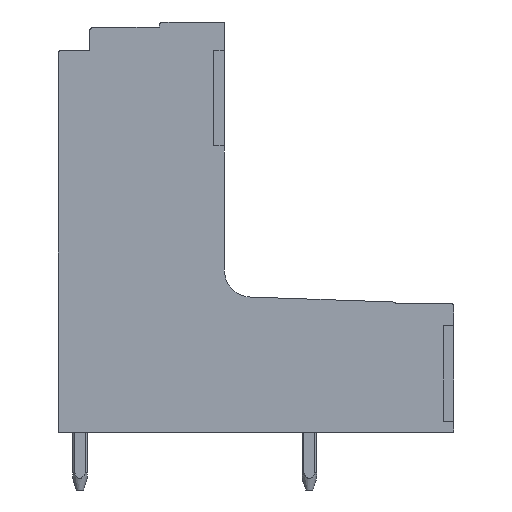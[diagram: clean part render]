
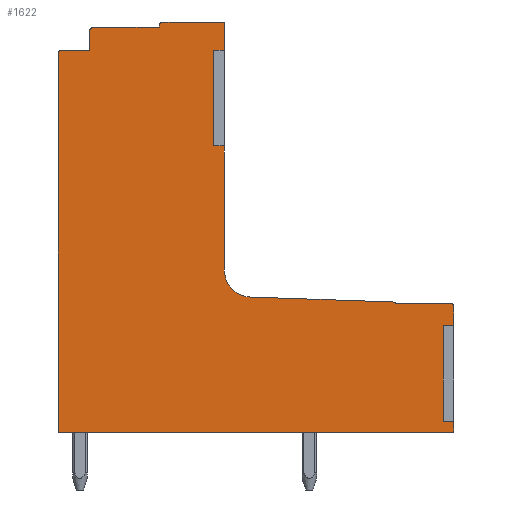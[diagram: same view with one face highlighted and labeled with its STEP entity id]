
A CAD part, left-side view. The second image highlights one B-rep face of the part: STEP entity #1622.
In plain terms, the highlighted planar face has unit normal (-1, 0, 0).
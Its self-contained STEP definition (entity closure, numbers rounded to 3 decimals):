
#1464=AXIS2_PLACEMENT_3D('Circle Axis2P3D',#1462,#1463,$) ;
#1477=AXIS2_PLACEMENT_3D('Plane Axis2P3D',#1474,#1475,#1476) ;
#1488=AXIS2_PLACEMENT_3D('Circle Axis2P3D',#1486,#1487,$) ;
#1502=AXIS2_PLACEMENT_3D('Circle Axis2P3D',#1500,#1501,$) ;
#1516=AXIS2_PLACEMENT_3D('Circle Axis2P3D',#1514,#1515,$) ;
#1528=AXIS2_PLACEMENT_3D('Circle Axis2P3D',#1526,#1527,$) ;
#1549=AXIS2_PLACEMENT_3D('Circle Axis2P3D',#1547,#1548,$) ;
#1570=AXIS2_PLACEMENT_3D('Circle Axis2P3D',#1568,#1569,$) ;
#36=CARTESIAN_POINT('Line Origine',(0.3,0.3,9.1)) ;
#40=CARTESIAN_POINT('Vertex',(0.3,0.,9.1)) ;
#42=CARTESIAN_POINT('Vertex',(0.3,0.6,9.1)) ;
#76=CARTESIAN_POINT('Line Origine',(0.3,0.6,6.45)) ;
#80=CARTESIAN_POINT('Vertex',(0.3,0.6,3.8)) ;
#135=CARTESIAN_POINT('Vertex',(0.3,0.,3.8)) ;
#155=CARTESIAN_POINT('Line Origine',(0.3,0.3,3.8)) ;
#172=CARTESIAN_POINT('Line Origine',(0.3,13.,24.34)) ;
#176=CARTESIAN_POINT('Vertex',(0.3,12.7,24.34)) ;
#178=CARTESIAN_POINT('Vertex',(0.3,13.3,24.34)) ;
#212=CARTESIAN_POINT('Line Origine',(0.3,13.3,21.69)) ;
#216=CARTESIAN_POINT('Vertex',(0.3,13.3,19.04)) ;
#266=CARTESIAN_POINT('Vertex',(0.3,12.7,19.04)) ;
#286=CARTESIAN_POINT('Line Origine',(0.3,13.,19.04)) ;
#977=CARTESIAN_POINT('Vertex',(0.3,12.7,25.8)) ;
#980=CARTESIAN_POINT('Line Origine',(0.3,12.7,25.07)) ;
#985=CARTESIAN_POINT('Line Origine',(0.3,12.7,15.61)) ;
#989=CARTESIAN_POINT('Vertex',(0.3,12.7,12.179)) ;
#1459=CARTESIAN_POINT('Vertex',(0.3,12.8,25.9)) ;
#1462=CARTESIAN_POINT('Axis2P3D Location',(0.3,12.8,25.8)) ;
#1474=CARTESIAN_POINT('Axis2P3D Location',(0.3,0.,0.)) ;
#1479=CARTESIAN_POINT('Line Origine',(0.3,0.,9.65)) ;
#1483=CARTESIAN_POINT('Vertex',(0.3,0.,10.2)) ;
#1486=CARTESIAN_POINT('Axis2P3D Location',(0.3,0.1,10.2)) ;
#1490=CARTESIAN_POINT('Vertex',(0.3,0.1,10.3)) ;
#1493=CARTESIAN_POINT('Line Origine',(0.3,1.65,10.3)) ;
#1497=CARTESIAN_POINT('Vertex',(0.3,3.2,10.3)) ;
#1500=CARTESIAN_POINT('Axis2P3D Location',(0.3,3.406,10.152)) ;
#1504=CARTESIAN_POINT('Vertex',(0.3,3.397,10.406)) ;
#1507=CARTESIAN_POINT('Line Origine',(0.3,7.325,10.543)) ;
#1511=CARTESIAN_POINT('Vertex',(0.3,11.252,10.68)) ;
#1514=CARTESIAN_POINT('Axis2P3D Location',(0.3,11.2,12.179)) ;
#1519=CARTESIAN_POINT('Line Origine',(0.3,14.45,25.9)) ;
#1523=CARTESIAN_POINT('Vertex',(0.3,16.1,25.9)) ;
#1526=CARTESIAN_POINT('Axis2P3D Location',(0.3,16.1,25.7)) ;
#1530=CARTESIAN_POINT('Vertex',(0.3,16.3,25.7)) ;
#1533=CARTESIAN_POINT('Line Origine',(0.3,16.3,25.65)) ;
#1537=CARTESIAN_POINT('Vertex',(0.3,16.3,25.6)) ;
#1540=CARTESIAN_POINT('Line Origine',(0.3,18.125,25.6)) ;
#1544=CARTESIAN_POINT('Vertex',(0.3,19.95,25.6)) ;
#1547=CARTESIAN_POINT('Axis2P3D Location',(0.3,19.95,25.4)) ;
#1551=CARTESIAN_POINT('Vertex',(0.3,20.15,25.4)) ;
#1554=CARTESIAN_POINT('Line Origine',(0.3,20.15,24.87)) ;
#1558=CARTESIAN_POINT('Vertex',(0.3,20.15,24.34)) ;
#1561=CARTESIAN_POINT('Line Origine',(0.3,20.925,24.34)) ;
#1565=CARTESIAN_POINT('Vertex',(0.3,21.7,24.34)) ;
#1568=CARTESIAN_POINT('Axis2P3D Location',(0.3,21.7,24.14)) ;
#1572=CARTESIAN_POINT('Vertex',(0.3,21.9,24.14)) ;
#1575=CARTESIAN_POINT('Line Origine',(0.3,21.9,13.67)) ;
#1579=CARTESIAN_POINT('Vertex',(0.3,21.9,3.2)) ;
#1582=CARTESIAN_POINT('Line Origine',(0.3,10.95,3.2)) ;
#1586=CARTESIAN_POINT('Vertex',(0.3,0.,3.2)) ;
#1589=CARTESIAN_POINT('Line Origine',(0.3,0.,3.5)) ;
#37=DIRECTION('Vector Direction',(0.,-1.,0.)) ;
#77=DIRECTION('Vector Direction',(0.,0.,1.)) ;
#156=DIRECTION('Vector Direction',(0.,1.,0.)) ;
#173=DIRECTION('Vector Direction',(0.,-1.,0.)) ;
#213=DIRECTION('Vector Direction',(0.,0.,1.)) ;
#287=DIRECTION('Vector Direction',(0.,1.,0.)) ;
#981=DIRECTION('Vector Direction',(0.,0.,-1.)) ;
#986=DIRECTION('Vector Direction',(0.,0.,-1.)) ;
#1463=DIRECTION('Axis2P3D Direction',(-1.,0.,0.)) ;
#1475=DIRECTION('Axis2P3D Direction',(-1.,0.,0.)) ;
#1476=DIRECTION('Axis2P3D XDirection',(0.,0.,1.)) ;
#1480=DIRECTION('Vector Direction',(0.,0.,-1.)) ;
#1487=DIRECTION('Axis2P3D Direction',(-1.,0.,0.)) ;
#1494=DIRECTION('Vector Direction',(0.,-1.,0.)) ;
#1501=DIRECTION('Axis2P3D Direction',(-1.,0.,0.)) ;
#1508=DIRECTION('Vector Direction',(0.,-0.999,-0.035)) ;
#1515=DIRECTION('Axis2P3D Direction',(-1.,0.,0.)) ;
#1520=DIRECTION('Vector Direction',(0.,-1.,0.)) ;
#1527=DIRECTION('Axis2P3D Direction',(-1.,0.,0.)) ;
#1534=DIRECTION('Vector Direction',(0.,0.,1.)) ;
#1541=DIRECTION('Vector Direction',(0.,-1.,0.)) ;
#1548=DIRECTION('Axis2P3D Direction',(-1.,0.,0.)) ;
#1555=DIRECTION('Vector Direction',(0.,0.,1.)) ;
#1562=DIRECTION('Vector Direction',(0.,-1.,0.)) ;
#1569=DIRECTION('Axis2P3D Direction',(-1.,0.,0.)) ;
#1576=DIRECTION('Vector Direction',(0.,0.,1.)) ;
#1583=DIRECTION('Vector Direction',(0.,1.,0.)) ;
#1590=DIRECTION('Vector Direction',(0.,0.,-1.)) ;
#38=VECTOR('Line Direction',#37,1.) ;
#78=VECTOR('Line Direction',#77,1.) ;
#157=VECTOR('Line Direction',#156,1.) ;
#174=VECTOR('Line Direction',#173,1.) ;
#214=VECTOR('Line Direction',#213,1.) ;
#288=VECTOR('Line Direction',#287,1.) ;
#982=VECTOR('Line Direction',#981,1.) ;
#987=VECTOR('Line Direction',#986,1.) ;
#1481=VECTOR('Line Direction',#1480,1.) ;
#1495=VECTOR('Line Direction',#1494,1.) ;
#1509=VECTOR('Line Direction',#1508,1.) ;
#1521=VECTOR('Line Direction',#1520,1.) ;
#1535=VECTOR('Line Direction',#1534,1.) ;
#1542=VECTOR('Line Direction',#1541,1.) ;
#1556=VECTOR('Line Direction',#1555,1.) ;
#1563=VECTOR('Line Direction',#1562,1.) ;
#1577=VECTOR('Line Direction',#1576,1.) ;
#1584=VECTOR('Line Direction',#1583,1.) ;
#1591=VECTOR('Line Direction',#1590,1.) ;
#1595=ORIENTED_EDGE('',*,*,#1485,.T.) ;
#1596=ORIENTED_EDGE('',*,*,#1492,.T.) ;
#1597=ORIENTED_EDGE('',*,*,#1499,.T.) ;
#1598=ORIENTED_EDGE('',*,*,#1506,.T.) ;
#1599=ORIENTED_EDGE('',*,*,#1513,.T.) ;
#1600=ORIENTED_EDGE('',*,*,#1518,.T.) ;
#1601=ORIENTED_EDGE('',*,*,#991,.T.) ;
#1602=ORIENTED_EDGE('',*,*,#290,.F.) ;
#1603=ORIENTED_EDGE('',*,*,#218,.F.) ;
#1604=ORIENTED_EDGE('',*,*,#180,.F.) ;
#1605=ORIENTED_EDGE('',*,*,#984,.T.) ;
#1606=ORIENTED_EDGE('',*,*,#1466,.T.) ;
#1607=ORIENTED_EDGE('',*,*,#1525,.T.) ;
#1608=ORIENTED_EDGE('',*,*,#1532,.T.) ;
#1609=ORIENTED_EDGE('',*,*,#1539,.T.) ;
#1610=ORIENTED_EDGE('',*,*,#1546,.T.) ;
#1611=ORIENTED_EDGE('',*,*,#1553,.T.) ;
#1612=ORIENTED_EDGE('',*,*,#1560,.T.) ;
#1613=ORIENTED_EDGE('',*,*,#1567,.T.) ;
#1614=ORIENTED_EDGE('',*,*,#1574,.T.) ;
#1615=ORIENTED_EDGE('',*,*,#1581,.T.) ;
#1616=ORIENTED_EDGE('',*,*,#1588,.T.) ;
#1617=ORIENTED_EDGE('',*,*,#1593,.T.) ;
#1618=ORIENTED_EDGE('',*,*,#159,.F.) ;
#1619=ORIENTED_EDGE('',*,*,#82,.F.) ;
#1620=ORIENTED_EDGE('',*,*,#44,.F.) ;
#1622=ADVANCED_FACE('HOUSING',(#1621),#1478,.T.) ;
#1465=CIRCLE('generated circle',#1464,0.1) ;
#1489=CIRCLE('generated circle',#1488,0.1) ;
#1503=CIRCLE('generated circle',#1502,0.253) ;
#1517=CIRCLE('generated circle',#1516,1.5) ;
#1529=CIRCLE('generated circle',#1528,0.2) ;
#1550=CIRCLE('generated circle',#1549,0.2) ;
#1571=CIRCLE('generated circle',#1570,0.2) ;
#44=EDGE_CURVE('',#41,#43,#39,.F.) ;
#82=EDGE_CURVE('',#43,#81,#79,.F.) ;
#159=EDGE_CURVE('',#81,#136,#158,.F.) ;
#180=EDGE_CURVE('',#177,#179,#175,.F.) ;
#218=EDGE_CURVE('',#179,#217,#215,.F.) ;
#290=EDGE_CURVE('',#217,#267,#289,.F.) ;
#984=EDGE_CURVE('',#177,#978,#983,.F.) ;
#991=EDGE_CURVE('',#990,#267,#988,.F.) ;
#1466=EDGE_CURVE('',#978,#1460,#1465,.T.) ;
#1485=EDGE_CURVE('',#41,#1484,#1482,.F.) ;
#1492=EDGE_CURVE('',#1484,#1491,#1489,.T.) ;
#1499=EDGE_CURVE('',#1491,#1498,#1496,.F.) ;
#1506=EDGE_CURVE('',#1498,#1505,#1503,.T.) ;
#1513=EDGE_CURVE('',#1505,#1512,#1510,.F.) ;
#1518=EDGE_CURVE('',#1512,#990,#1517,.F.) ;
#1525=EDGE_CURVE('',#1460,#1524,#1522,.F.) ;
#1532=EDGE_CURVE('',#1524,#1531,#1529,.T.) ;
#1539=EDGE_CURVE('',#1531,#1538,#1536,.F.) ;
#1546=EDGE_CURVE('',#1538,#1545,#1543,.F.) ;
#1553=EDGE_CURVE('',#1545,#1552,#1550,.T.) ;
#1560=EDGE_CURVE('',#1552,#1559,#1557,.F.) ;
#1567=EDGE_CURVE('',#1559,#1566,#1564,.F.) ;
#1574=EDGE_CURVE('',#1566,#1573,#1571,.T.) ;
#1581=EDGE_CURVE('',#1573,#1580,#1578,.F.) ;
#1588=EDGE_CURVE('',#1580,#1587,#1585,.F.) ;
#1593=EDGE_CURVE('',#1587,#136,#1592,.F.) ;
#1594=EDGE_LOOP('',(#1595,#1596,#1597,#1598,#1599,#1600,#1601,#1602,#1603,#1604,#1605,#1606,#1607,#1608,#1609,#1610,#1611,#1612,#1613,#1614,#1615,#1616,#1617,#1618,#1619,#1620)) ;
#1621=FACE_OUTER_BOUND('',#1594,.T.) ;
#39=LINE('Line',#36,#38) ;
#79=LINE('Line',#76,#78) ;
#158=LINE('Line',#155,#157) ;
#175=LINE('Line',#172,#174) ;
#215=LINE('Line',#212,#214) ;
#289=LINE('Line',#286,#288) ;
#983=LINE('Line',#980,#982) ;
#988=LINE('Line',#985,#987) ;
#1482=LINE('Line',#1479,#1481) ;
#1496=LINE('Line',#1493,#1495) ;
#1510=LINE('Line',#1507,#1509) ;
#1522=LINE('Line',#1519,#1521) ;
#1536=LINE('Line',#1533,#1535) ;
#1543=LINE('Line',#1540,#1542) ;
#1557=LINE('Line',#1554,#1556) ;
#1564=LINE('Line',#1561,#1563) ;
#1578=LINE('Line',#1575,#1577) ;
#1585=LINE('Line',#1582,#1584) ;
#1592=LINE('Line',#1589,#1591) ;
#1478=PLANE('',#1477) ;
#41=VERTEX_POINT('',#40) ;
#43=VERTEX_POINT('',#42) ;
#81=VERTEX_POINT('',#80) ;
#136=VERTEX_POINT('',#135) ;
#177=VERTEX_POINT('',#176) ;
#179=VERTEX_POINT('',#178) ;
#217=VERTEX_POINT('',#216) ;
#267=VERTEX_POINT('',#266) ;
#978=VERTEX_POINT('',#977) ;
#990=VERTEX_POINT('',#989) ;
#1460=VERTEX_POINT('',#1459) ;
#1484=VERTEX_POINT('',#1483) ;
#1491=VERTEX_POINT('',#1490) ;
#1498=VERTEX_POINT('',#1497) ;
#1505=VERTEX_POINT('',#1504) ;
#1512=VERTEX_POINT('',#1511) ;
#1524=VERTEX_POINT('',#1523) ;
#1531=VERTEX_POINT('',#1530) ;
#1538=VERTEX_POINT('',#1537) ;
#1545=VERTEX_POINT('',#1544) ;
#1552=VERTEX_POINT('',#1551) ;
#1559=VERTEX_POINT('',#1558) ;
#1566=VERTEX_POINT('',#1565) ;
#1573=VERTEX_POINT('',#1572) ;
#1580=VERTEX_POINT('',#1579) ;
#1587=VERTEX_POINT('',#1586) ;
